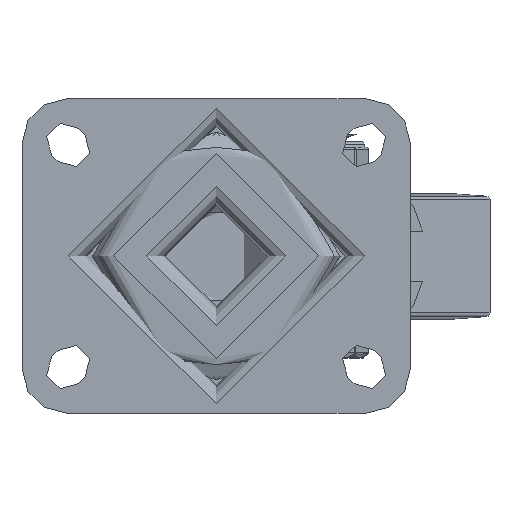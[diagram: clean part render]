
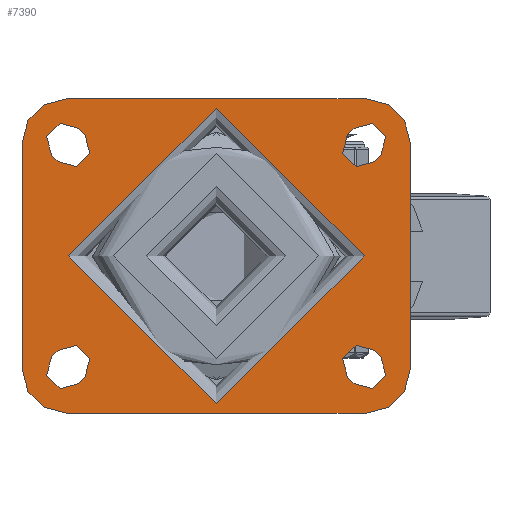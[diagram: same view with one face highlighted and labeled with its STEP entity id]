
A CAD part, top view. The second image highlights one B-rep face of the part: STEP entity #7390.
In plain terms, the highlighted planar face has unit normal (0, 0, 1).
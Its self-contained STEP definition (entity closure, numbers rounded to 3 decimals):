
#537=FACE_BOUND('',#2537,.T.);
#538=FACE_BOUND('',#2538,.T.);
#539=FACE_BOUND('',#2539,.T.);
#540=FACE_BOUND('',#2540,.T.);
#541=FACE_BOUND('',#2541,.T.);
#592=PLANE('',#8039);
#806=LINE('',#11202,#1371);
#807=LINE('',#11203,#1372);
#808=LINE('',#11204,#1373);
#809=LINE('',#11205,#1374);
#810=LINE('',#11206,#1375);
#811=LINE('',#11207,#1376);
#812=LINE('',#11208,#1377);
#813=LINE('',#11209,#1378);
#814=LINE('',#11210,#1379);
#815=LINE('',#11211,#1380);
#816=LINE('',#11212,#1381);
#817=LINE('',#11213,#1382);
#1371=VECTOR('',#8989,1000.);
#1372=VECTOR('',#8990,1000.);
#1373=VECTOR('',#8991,1000.);
#1374=VECTOR('',#8992,1000.);
#1375=VECTOR('',#8993,1000.);
#1376=VECTOR('',#8994,1000.);
#1377=VECTOR('',#8995,1000.);
#1378=VECTOR('',#8996,1000.);
#1379=VECTOR('',#8997,1000.);
#1380=VECTOR('',#8998,1000.);
#1381=VECTOR('',#8999,1000.);
#1382=VECTOR('',#9000,1000.);
#2097=FACE_OUTER_BOUND('',#2536,.T.);
#2536=EDGE_LOOP('',(#5253,#5254,#5255,#5256,#5257,#5258,#5259,#5260));
#2537=EDGE_LOOP('',(#5261));
#2538=EDGE_LOOP('',(#5262,#5263,#5264,#5265));
#2539=EDGE_LOOP('',(#5266,#5267,#5268,#5269));
#2540=EDGE_LOOP('',(#5270,#5271,#5272,#5273));
#2541=EDGE_LOOP('',(#5274,#5275,#5276,#5277));
#2997=CIRCLE('',#7963,5.125);
#2998=CIRCLE('',#7965,5.125);
#3001=CIRCLE('',#7969,5.125);
#3002=CIRCLE('',#7971,5.125);
#3004=CIRCLE('',#7974,5.125);
#3007=CIRCLE('',#7978,5.125);
#3008=CIRCLE('',#7980,5.125);
#3011=CIRCLE('',#7984,5.125);
#3012=CIRCLE('',#7986,12.);
#3014=CIRCLE('',#7989,12.);
#3016=CIRCLE('',#7992,12.);
#3018=CIRCLE('',#7995,12.);
#3021=CIRCLE('',#8000,40.);
#3349=VERTEX_POINT('',#11031);
#3350=VERTEX_POINT('',#11033);
#3351=VERTEX_POINT('',#11037);
#3352=VERTEX_POINT('',#11038);
#3357=VERTEX_POINT('',#11049);
#3358=VERTEX_POINT('',#11051);
#3359=VERTEX_POINT('',#11055);
#3360=VERTEX_POINT('',#11056);
#3363=VERTEX_POINT('',#11064);
#3364=VERTEX_POINT('',#11065);
#3369=VERTEX_POINT('',#11076);
#3370=VERTEX_POINT('',#11078);
#3371=VERTEX_POINT('',#11082);
#3372=VERTEX_POINT('',#11083);
#3377=VERTEX_POINT('',#11094);
#3378=VERTEX_POINT('',#11096);
#3379=VERTEX_POINT('',#11100);
#3380=VERTEX_POINT('',#11101);
#3383=VERTEX_POINT('',#11109);
#3384=VERTEX_POINT('',#11110);
#3387=VERTEX_POINT('',#11118);
#3388=VERTEX_POINT('',#11119);
#3391=VERTEX_POINT('',#11127);
#3392=VERTEX_POINT('',#11128);
#3396=VERTEX_POINT('',#11140);
#4047=EDGE_CURVE('',#3350,#3349,#2997,.T.);
#4049=EDGE_CURVE('',#3351,#3352,#2998,.T.);
#4055=EDGE_CURVE('',#3358,#3357,#3001,.T.);
#4057=EDGE_CURVE('',#3359,#3360,#3002,.T.);
#4061=EDGE_CURVE('',#3363,#3364,#3004,.T.);
#4067=EDGE_CURVE('',#3370,#3369,#3007,.T.);
#4069=EDGE_CURVE('',#3371,#3372,#3008,.T.);
#4075=EDGE_CURVE('',#3378,#3377,#3011,.T.);
#4077=EDGE_CURVE('',#3379,#3380,#3012,.T.);
#4081=EDGE_CURVE('',#3383,#3384,#3014,.T.);
#4085=EDGE_CURVE('',#3387,#3388,#3016,.T.);
#4089=EDGE_CURVE('',#3391,#3392,#3018,.T.);
#4095=EDGE_CURVE('',#3396,#3396,#3021,.T.);
#4124=EDGE_CURVE('',#3388,#3391,#806,.T.);
#4125=EDGE_CURVE('',#3384,#3387,#807,.T.);
#4126=EDGE_CURVE('',#3380,#3383,#808,.T.);
#4127=EDGE_CURVE('',#3392,#3379,#809,.T.);
#4128=EDGE_CURVE('',#3372,#3378,#810,.T.);
#4129=EDGE_CURVE('',#3377,#3371,#811,.T.);
#4130=EDGE_CURVE('',#3364,#3370,#812,.T.);
#4131=EDGE_CURVE('',#3369,#3363,#813,.T.);
#4132=EDGE_CURVE('',#3357,#3359,#814,.T.);
#4133=EDGE_CURVE('',#3360,#3358,#815,.T.);
#4134=EDGE_CURVE('',#3349,#3351,#816,.T.);
#4135=EDGE_CURVE('',#3352,#3350,#817,.T.);
#5253=ORIENTED_EDGE('',*,*,#4089,.F.);
#5254=ORIENTED_EDGE('',*,*,#4124,.F.);
#5255=ORIENTED_EDGE('',*,*,#4085,.F.);
#5256=ORIENTED_EDGE('',*,*,#4125,.F.);
#5257=ORIENTED_EDGE('',*,*,#4081,.F.);
#5258=ORIENTED_EDGE('',*,*,#4126,.F.);
#5259=ORIENTED_EDGE('',*,*,#4077,.F.);
#5260=ORIENTED_EDGE('',*,*,#4127,.F.);
#5261=ORIENTED_EDGE('',*,*,#4095,.F.);
#5262=ORIENTED_EDGE('',*,*,#4128,.T.);
#5263=ORIENTED_EDGE('',*,*,#4075,.T.);
#5264=ORIENTED_EDGE('',*,*,#4129,.T.);
#5265=ORIENTED_EDGE('',*,*,#4069,.T.);
#5266=ORIENTED_EDGE('',*,*,#4130,.T.);
#5267=ORIENTED_EDGE('',*,*,#4067,.T.);
#5268=ORIENTED_EDGE('',*,*,#4131,.T.);
#5269=ORIENTED_EDGE('',*,*,#4061,.T.);
#5270=ORIENTED_EDGE('',*,*,#4132,.T.);
#5271=ORIENTED_EDGE('',*,*,#4057,.T.);
#5272=ORIENTED_EDGE('',*,*,#4133,.T.);
#5273=ORIENTED_EDGE('',*,*,#4055,.T.);
#5274=ORIENTED_EDGE('',*,*,#4134,.T.);
#5275=ORIENTED_EDGE('',*,*,#4049,.T.);
#5276=ORIENTED_EDGE('',*,*,#4135,.T.);
#5277=ORIENTED_EDGE('',*,*,#4047,.T.);
#7390=ADVANCED_FACE('',(#2097,#537,#538,#539,#540,#541),#592,.T.);
#7963=AXIS2_PLACEMENT_3D('',#11034,#8807,#8808);
#7965=AXIS2_PLACEMENT_3D('',#11039,#8812,#8813);
#7969=AXIS2_PLACEMENT_3D('',#11052,#8823,#8824);
#7971=AXIS2_PLACEMENT_3D('',#11057,#8828,#8829);
#7974=AXIS2_PLACEMENT_3D('',#11066,#8836,#8837);
#7978=AXIS2_PLACEMENT_3D('',#11079,#8847,#8848);
#7980=AXIS2_PLACEMENT_3D('',#11084,#8852,#8853);
#7984=AXIS2_PLACEMENT_3D('',#11097,#8863,#8864);
#7986=AXIS2_PLACEMENT_3D('',#11102,#8868,#8869);
#7989=AXIS2_PLACEMENT_3D('',#11111,#8876,#8877);
#7992=AXIS2_PLACEMENT_3D('',#11120,#8884,#8885);
#7995=AXIS2_PLACEMENT_3D('',#11129,#8892,#8893);
#8000=AXIS2_PLACEMENT_3D('',#11141,#8905,#8906);
#8039=AXIS2_PLACEMENT_3D('',#11201,#8987,#8988);
#8807=DIRECTION('center_axis',(0.,0.,-1.));
#8808=DIRECTION('ref_axis',(-1.,0.,0.));
#8812=DIRECTION('center_axis',(0.,0.,-1.));
#8813=DIRECTION('ref_axis',(-1.,0.,0.));
#8823=DIRECTION('center_axis',(0.,0.,-1.));
#8824=DIRECTION('ref_axis',(-1.,0.,0.));
#8828=DIRECTION('center_axis',(0.,0.,-1.));
#8829=DIRECTION('ref_axis',(-1.,0.,0.));
#8836=DIRECTION('center_axis',(0.,0.,-1.));
#8837=DIRECTION('ref_axis',(1.,0.,0.));
#8847=DIRECTION('center_axis',(0.,0.,-1.));
#8848=DIRECTION('ref_axis',(1.,0.,0.));
#8852=DIRECTION('center_axis',(0.,0.,-1.));
#8853=DIRECTION('ref_axis',(1.,0.,0.));
#8863=DIRECTION('center_axis',(0.,0.,-1.));
#8864=DIRECTION('ref_axis',(1.,0.,0.));
#8868=DIRECTION('center_axis',(0.,0.,-1.));
#8869=DIRECTION('ref_axis',(-0.707,0.707,0.));
#8876=DIRECTION('center_axis',(0.,0.,-1.));
#8877=DIRECTION('ref_axis',(0.707,0.707,0.));
#8884=DIRECTION('center_axis',(0.,0.,-1.));
#8885=DIRECTION('ref_axis',(0.707,-0.707,0.));
#8892=DIRECTION('center_axis',(0.,0.,-1.));
#8893=DIRECTION('ref_axis',(-0.707,-0.707,0.));
#8905=DIRECTION('center_axis',(0.,0.,1.));
#8906=DIRECTION('ref_axis',(1.,0.,0.));
#8987=DIRECTION('center_axis',(0.,0.,1.));
#8988=DIRECTION('ref_axis',(1.,0.,0.));
#8989=DIRECTION('',(-1.,0.,0.));
#8990=DIRECTION('',(0.,-1.,0.));
#8991=DIRECTION('',(1.,0.,0.));
#8992=DIRECTION('',(0.,1.,0.));
#8993=DIRECTION('',(-0.707,0.707,0.));
#8994=DIRECTION('',(0.707,-0.707,0.));
#8995=DIRECTION('',(-0.707,-0.707,0.));
#8996=DIRECTION('',(0.707,0.707,0.));
#8997=DIRECTION('',(-0.707,-0.707,0.));
#8998=DIRECTION('',(0.707,0.707,0.));
#8999=DIRECTION('',(-0.707,0.707,0.));
#9000=DIRECTION('',(0.707,-0.707,0.));
#11031=CARTESIAN_POINT('',(37.26,-34.508,0.));
#11033=CARTESIAN_POINT('',(44.508,-27.26,0.));
#11034=CARTESIAN_POINT('Origin',(40.884,-30.884,0.));
#11037=CARTESIAN_POINT('',(35.492,-32.74,0.));
#11038=CARTESIAN_POINT('',(42.74,-25.492,0.));
#11039=CARTESIAN_POINT('Origin',(39.116,-29.116,0.));
#11049=CARTESIAN_POINT('',(44.508,27.26,0.));
#11051=CARTESIAN_POINT('',(37.26,34.508,0.));
#11052=CARTESIAN_POINT('Origin',(40.884,30.884,0.));
#11055=CARTESIAN_POINT('',(42.74,25.492,0.));
#11056=CARTESIAN_POINT('',(35.492,32.74,0.));
#11057=CARTESIAN_POINT('Origin',(39.116,29.116,0.));
#11064=CARTESIAN_POINT('',(-42.74,-25.492,0.));
#11065=CARTESIAN_POINT('',(-35.492,-32.74,0.));
#11066=CARTESIAN_POINT('Origin',(-39.116,-29.116,0.));
#11076=CARTESIAN_POINT('',(-44.508,-27.26,0.));
#11078=CARTESIAN_POINT('',(-37.26,-34.508,0.));
#11079=CARTESIAN_POINT('Origin',(-40.884,-30.884,0.));
#11082=CARTESIAN_POINT('',(-35.492,32.74,0.));
#11083=CARTESIAN_POINT('',(-42.74,25.492,0.));
#11084=CARTESIAN_POINT('Origin',(-39.116,29.116,0.));
#11094=CARTESIAN_POINT('',(-37.26,34.508,0.));
#11096=CARTESIAN_POINT('',(-44.508,27.26,0.));
#11097=CARTESIAN_POINT('Origin',(-40.884,30.884,0.));
#11100=CARTESIAN_POINT('',(-52.5,30.5,0.));
#11101=CARTESIAN_POINT('',(-40.5,42.5,0.));
#11102=CARTESIAN_POINT('Origin',(-40.5,30.5,0.));
#11109=CARTESIAN_POINT('',(40.5,42.5,0.));
#11110=CARTESIAN_POINT('',(52.5,30.5,0.));
#11111=CARTESIAN_POINT('Origin',(40.5,30.5,0.));
#11118=CARTESIAN_POINT('',(52.5,-30.5,0.));
#11119=CARTESIAN_POINT('',(40.5,-42.5,0.));
#11120=CARTESIAN_POINT('Origin',(40.5,-30.5,0.));
#11127=CARTESIAN_POINT('',(-40.5,-42.5,0.));
#11128=CARTESIAN_POINT('',(-52.5,-30.5,0.));
#11129=CARTESIAN_POINT('Origin',(-40.5,-30.5,0.));
#11140=CARTESIAN_POINT('',(40.,0.,0.));
#11141=CARTESIAN_POINT('Origin',(0.,0.,0.));
#11201=CARTESIAN_POINT('Origin',(0.,0.,0.));
#11202=CARTESIAN_POINT('',(52.5,-42.5,0.));
#11203=CARTESIAN_POINT('',(52.5,42.5,0.));
#11204=CARTESIAN_POINT('',(-52.5,42.5,0.));
#11205=CARTESIAN_POINT('',(-52.5,-42.5,0.));
#11206=CARTESIAN_POINT('',(-44.508,27.26,0.));
#11207=CARTESIAN_POINT('',(-37.26,34.508,0.));
#11208=CARTESIAN_POINT('',(-37.26,-34.508,0.));
#11209=CARTESIAN_POINT('',(-44.508,-27.26,0.));
#11210=CARTESIAN_POINT('',(44.508,27.26,0.));
#11211=CARTESIAN_POINT('',(37.26,34.508,0.));
#11212=CARTESIAN_POINT('',(37.26,-34.508,0.));
#11213=CARTESIAN_POINT('',(44.508,-27.26,0.));
